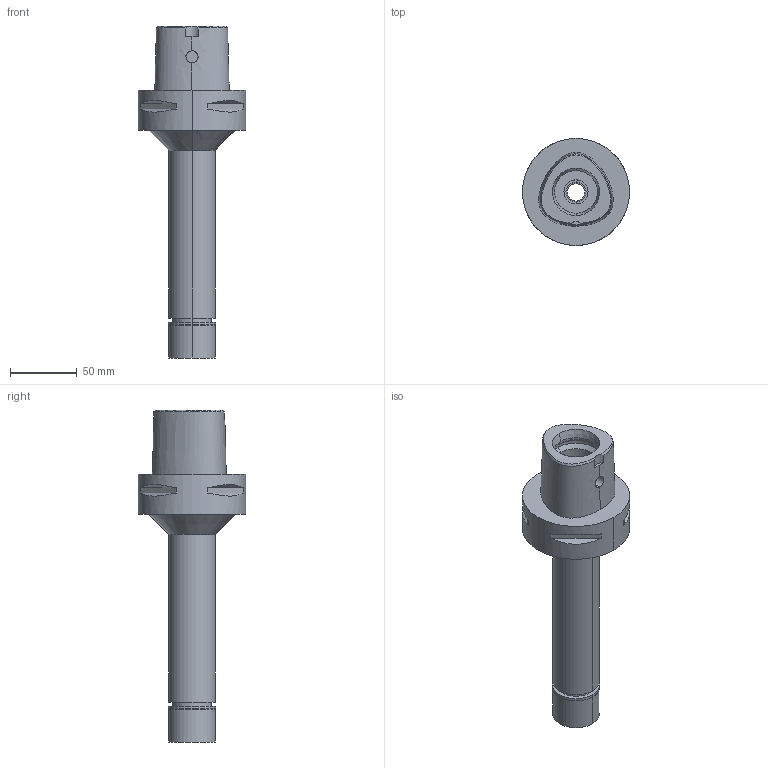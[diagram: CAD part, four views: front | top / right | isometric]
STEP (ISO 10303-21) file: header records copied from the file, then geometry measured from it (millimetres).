
FILE_DESCRIPTION((''),'2;1');
FILE_NAME('C8-MEGA13N-200-130_ASM','2019-01-23T',('ykawabe'),(''),'CREO PARAMETRIC BY PTC INC, 2016380','CREO PARAMETRIC BY PTC INC, 2016380','');
FILE_SCHEMA(('AUTOMOTIVE_DESIGN { 1 0 10303 214 1 1 1 1 }'));
Length unit declared in the file: millimetre
Products named in the file (5): C8-MEGA13N-200_1; NBC13-13_1; MGN13_1; DXF_TEMP_ASSY_ASM_4_ASM; C8-MEGA13N-200-130_ASM
Assembly tree (4 placements, depth 3):
  C8-MEGA13N-200-130_ASM
    DXF_TEMP_ASSY_ASM_4_ASM
      C8-MEGA13N-200_1
      NBC13-13_1
      MGN13_1
Bounding box: 80 x 80 x 248 mm (x, y, z)
Volume: 365626.7 mm3; surface area: 65327.9 mm2
Topology: 3 solids, 3 shells, 113 faces, 242 edges, 153 vertices
Faces by surface type: cylinder 47, plane 44, cone 16, bspline 4, torus 2
Entity records: 5724 total; most frequent: CARTESIAN_POINT 1654, DIRECTION 604, ORIENTED_EDGE 484, AXIS2_PLACEMENT_3D 256, PRESENTATION_STYLE_ASSIGNMENT 250, STYLED_ITEM 250, CURVE_STYLE 247, EDGE_CURVE 242
